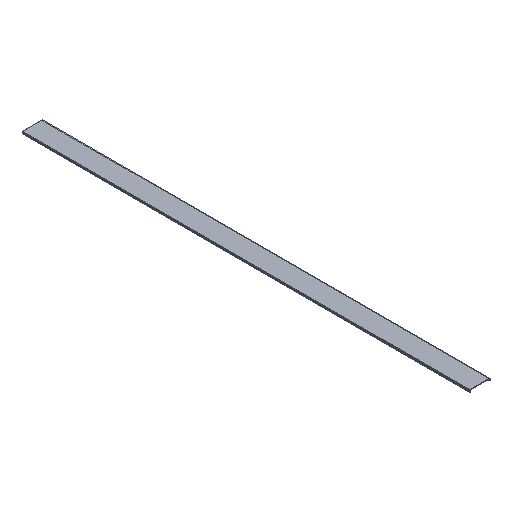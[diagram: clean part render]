
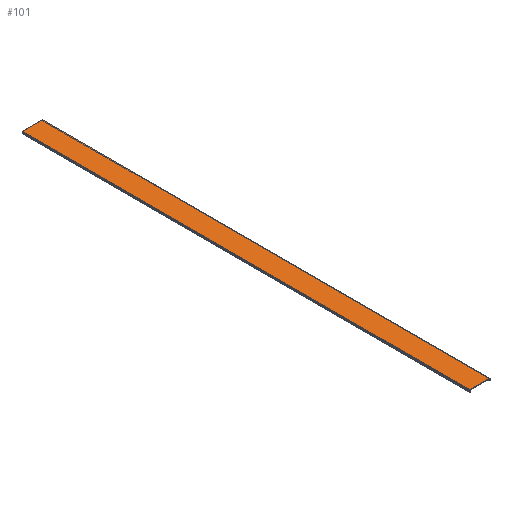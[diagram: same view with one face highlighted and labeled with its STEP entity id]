
A CAD part, isometric view. The second image highlights one B-rep face of the part: STEP entity #101.
In plain terms, the highlighted planar face has unit normal (0, 0, 1).
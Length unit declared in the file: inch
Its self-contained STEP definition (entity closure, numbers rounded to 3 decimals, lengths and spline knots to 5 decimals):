
#101=ADVANCED_FACE('',(#133),#117,.T.);
#117=PLANE('',#404);
#133=FACE_OUTER_BOUND('',#149,.T.);
#149=EDGE_LOOP('',(#177,#178,#179,#180));
#177=ORIENTED_EDGE('',*,*,#286,.F.);
#178=ORIENTED_EDGE('',*,*,#287,.F.);
#179=ORIENTED_EDGE('',*,*,#288,.T.);
#180=ORIENTED_EDGE('',*,*,#284,.T.);
#253=VERTEX_POINT('',#515);
#254=VERTEX_POINT('',#517);
#255=VERTEX_POINT('',#521);
#256=VERTEX_POINT('',#523);
#284=EDGE_CURVE('',#254,#253,#326,.T.);
#286=EDGE_CURVE('',#255,#253,#328,.T.);
#287=EDGE_CURVE('',#256,#255,#329,.T.);
#288=EDGE_CURVE('',#256,#254,#330,.T.);
#326=LINE('',#516,#368);
#328=LINE('',#520,#370);
#329=LINE('',#522,#371);
#330=LINE('',#524,#372);
#368=VECTOR('',#435,1.);
#370=VECTOR('',#439,1.);
#371=VECTOR('',#440,1.);
#372=VECTOR('',#441,1.);
#404=AXIS2_PLACEMENT_3D('',#525,#442,#443);
#435=DIRECTION('',(0.,-1.,0.));
#439=DIRECTION('',(-1.,0.,0.));
#440=DIRECTION('',(0.,-1.,0.));
#441=DIRECTION('',(-1.,0.,0.));
#442=DIRECTION('',(0.,0.,1.));
#443=DIRECTION('',(1.,0.,0.));
#515=CARTESIAN_POINT('',(-1.625,0.02,2.095));
#516=CARTESIAN_POINT('',(-1.625,72.02,2.095));
#517=CARTESIAN_POINT('',(-1.625,72.02,2.095));
#520=CARTESIAN_POINT('',(1.625,0.02,2.095));
#521=CARTESIAN_POINT('',(1.625,0.02,2.095));
#522=CARTESIAN_POINT('',(1.625,72.02,2.095));
#523=CARTESIAN_POINT('',(1.625,72.02,2.095));
#524=CARTESIAN_POINT('',(1.625,72.02,2.095));
#525=CARTESIAN_POINT('',(1.625,72.02,2.095));
